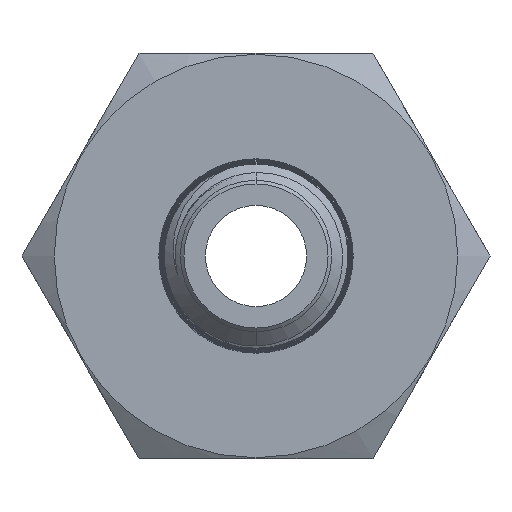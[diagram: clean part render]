
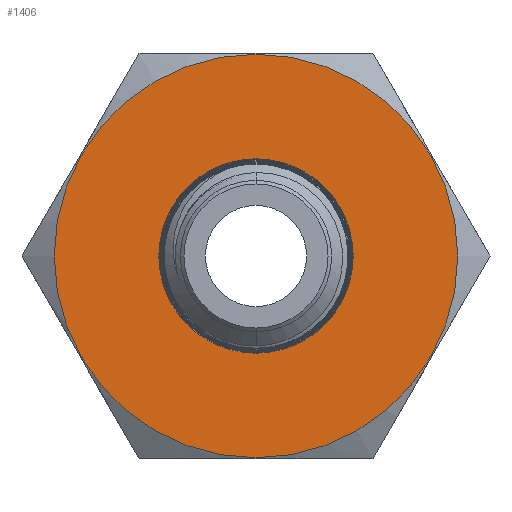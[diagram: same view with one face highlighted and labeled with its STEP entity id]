
A CAD part, left-side view. The second image highlights one B-rep face of the part: STEP entity #1406.
In plain terms, the highlighted planar face has unit normal (-1, 0, 0).
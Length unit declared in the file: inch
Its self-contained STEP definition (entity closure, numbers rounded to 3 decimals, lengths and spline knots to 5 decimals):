
#141 = DIRECTION ( 'NONE',  ( -1., 0., 0. ) ) ;
#153 = CARTESIAN_POINT ( 'NONE',  ( -1.12, 0., 0.27 ) ) ;
#376 = CARTESIAN_POINT ( 'NONE',  ( -1.12, 0., 0. ) ) ;
#1282 = PLANE ( 'NONE',  #11347 ) ;
#1303 = CARTESIAN_POINT ( 'NONE',  ( -1.12, 0., -0.56 ) ) ;
#1376 = DIRECTION ( 'NONE',  ( 0., 0., 1. ) ) ;
#1406 = ADVANCED_FACE ( 'NONE', ( #15999, #10399 ), #1282, .T. ) ;
#1969 = DIRECTION ( 'NONE',  ( 0., 0., 1. ) ) ;
#2500 = CARTESIAN_POINT ( 'NONE',  ( -1.12, 0., 0. ) ) ;
#2517 = VERTEX_POINT ( 'NONE', #3528 ) ;
#2613 = DIRECTION ( 'NONE',  ( 0., 0., 1. ) ) ;
#2757 = EDGE_CURVE ( 'NONE', #16216, #9292, #11289, .T. ) ;
#3523 = EDGE_CURVE ( 'NONE', #9292, #16216, #6296, .T. ) ;
#3528 = CARTESIAN_POINT ( 'NONE',  ( -1.12, 0., -0.27 ) ) ;
#3661 = ORIENTED_EDGE ( 'NONE', *, *, #3523, .T. ) ;
#4880 = EDGE_LOOP ( 'NONE', ( #5187, #16197 ) ) ;
#4975 = EDGE_LOOP ( 'NONE', ( #10336, #3661 ) ) ;
#5187 = ORIENTED_EDGE ( 'NONE', *, *, #10702, .F. ) ;
#5768 = VERTEX_POINT ( 'NONE', #153 ) ;
#6005 = CARTESIAN_POINT ( 'NONE',  ( -1.12, 0., 0. ) ) ;
#6296 = CIRCLE ( 'NONE', #13459, 0.56 ) ;
#6458 = DIRECTION ( 'NONE',  ( -1., 0., 0. ) ) ;
#7269 = CARTESIAN_POINT ( 'NONE',  ( -1.12, 0., 0.56 ) ) ;
#7805 = CARTESIAN_POINT ( 'NONE',  ( -1.12, 0., -0.27 ) ) ;
#9292 = VERTEX_POINT ( 'NONE', #1303 ) ;
#10336 = ORIENTED_EDGE ( 'NONE', *, *, #2757, .T. ) ;
#10392 = AXIS2_PLACEMENT_3D ( 'NONE', #15821, #141, #1376 ) ;
#10399 = FACE_OUTER_BOUND ( 'NONE', #4975, .T. ) ;
#10702 = EDGE_CURVE ( 'NONE', #5768, #2517, #17116, .T. ) ;
#11078 = DIRECTION ( 'NONE',  ( -1., 0., 0. ) ) ;
#11289 = CIRCLE ( 'NONE', #13123, 0.56 ) ;
#11347 = AXIS2_PLACEMENT_3D ( 'NONE', #7805, #13069, #2613 ) ;
#12792 = EDGE_CURVE ( 'NONE', #2517, #5768, #15662, .T. ) ;
#13002 = DIRECTION ( 'NONE',  ( 0., 0., 1. ) ) ;
#13069 = DIRECTION ( 'NONE',  ( -1., 0., 0. ) ) ;
#13123 = AXIS2_PLACEMENT_3D ( 'NONE', #376, #16218, #13506 ) ;
#13293 = AXIS2_PLACEMENT_3D ( 'NONE', #6005, #11078, #1969 ) ;
#13459 = AXIS2_PLACEMENT_3D ( 'NONE', #2500, #6458, #13002 ) ;
#13506 = DIRECTION ( 'NONE',  ( 0., 0., 1. ) ) ;
#15662 = CIRCLE ( 'NONE', #13293, 0.27 ) ;
#15821 = CARTESIAN_POINT ( 'NONE',  ( -1.12, 0., 0. ) ) ;
#15999 = FACE_BOUND ( 'NONE', #4880, .T. ) ;
#16197 = ORIENTED_EDGE ( 'NONE', *, *, #12792, .F. ) ;
#16216 = VERTEX_POINT ( 'NONE', #7269 ) ;
#16218 = DIRECTION ( 'NONE',  ( -1., 0., 0. ) ) ;
#17116 = CIRCLE ( 'NONE', #10392, 0.27 ) ;
